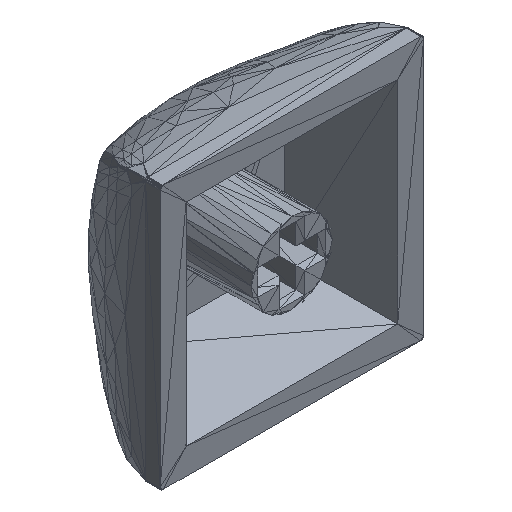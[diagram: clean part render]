
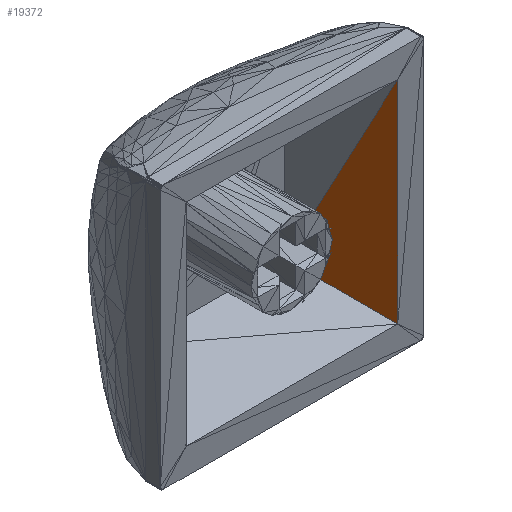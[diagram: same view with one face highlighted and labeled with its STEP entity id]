
A CAD part, isometric view. The second image highlights one B-rep face of the part: STEP entity #19372.
In plain terms, the highlighted planar face has unit normal (-0.938, -0.346, 0).
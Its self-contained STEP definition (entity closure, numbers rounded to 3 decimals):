
#12666 = VERTEX_POINT('',#12667);
#12667 = CARTESIAN_POINT('',(2.874,0.,2.874));
#18944 = VERTEX_POINT('',#18945);
#18945 = CARTESIAN_POINT('',(2.047,2.244,-2.047
    ));
#19361 = EDGE_CURVE('',#18944,#12666,#19362,.T.);
#19362 = LINE('',#19363,#19364);
#19363 = CARTESIAN_POINT('',(2.047,2.244,-2.047
    ));
#19364 = VECTOR('',#19365,1.);
#19365 = DIRECTION('',(0.151,-0.41,0.899));
#19372 = ADVANCED_FACE('',(#19373),#19390,.T.);
#19373 = FACE_BOUND('',#19374,.T.);
#19374 = EDGE_LOOP('',(#19375,#19376,#19384));
#19375 = ORIENTED_EDGE('',*,*,#19361,.F.);
#19376 = ORIENTED_EDGE('',*,*,#19377,.T.);
#19377 = EDGE_CURVE('',#18944,#19378,#19380,.T.);
#19378 = VERTEX_POINT('',#19379);
#19379 = CARTESIAN_POINT('',(2.874,0.,-2.874));
#19380 = LINE('',#19381,#19382);
#19381 = CARTESIAN_POINT('',(2.047,2.244,-2.047
    ));
#19382 = VECTOR('',#19383,1.);
#19383 = DIRECTION('',(0.327,-0.887,-0.327));
#19384 = ORIENTED_EDGE('',*,*,#19385,.T.);
#19385 = EDGE_CURVE('',#19378,#12666,#19386,.T.);
#19386 = LINE('',#19387,#19388);
#19387 = CARTESIAN_POINT('',(2.874,0.,-2.874));
#19388 = VECTOR('',#19389,1.);
#19389 = DIRECTION('',(0.,0.,1.));
#19390 = PLANE('',#19391);
#19391 = AXIS2_PLACEMENT_3D('',#19392,#19393,#19394);
#19392 = CARTESIAN_POINT('',(2.633,0.653,
    -0.288));
#19393 = DIRECTION('',(-0.938,-0.346,-0.));
#19394 = DIRECTION('',(0.346,-0.938,0.));
